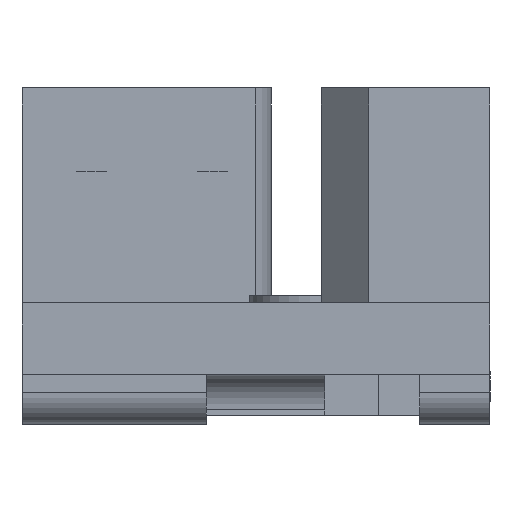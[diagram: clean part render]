
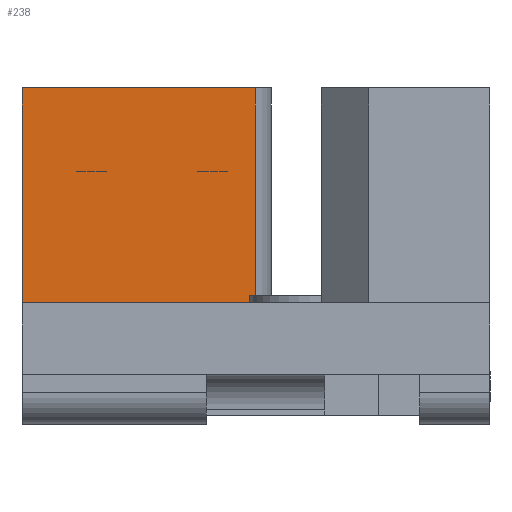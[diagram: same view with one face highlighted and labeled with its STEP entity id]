
A CAD part, left-side view. The second image highlights one B-rep face of the part: STEP entity #238.
In plain terms, the highlighted planar face has unit normal (-1, 0, 0).
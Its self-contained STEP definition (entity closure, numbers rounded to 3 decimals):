
#238=ADVANCED_FACE('',(#383),#312,.T.);
#312=PLANE('',#1929);
#383=FACE_OUTER_BOUND('',#487,.T.);
#487=EDGE_LOOP('',(#959,#960,#961,#962));
#959=ORIENTED_EDGE('',*,*,#1233,.T.);
#960=ORIENTED_EDGE('',*,*,#1392,.F.);
#961=ORIENTED_EDGE('',*,*,#1393,.F.);
#962=ORIENTED_EDGE('',*,*,#1185,.T.);
#1014=VERTEX_POINT('',#2479);
#1015=VERTEX_POINT('',#2481);
#1051=VERTEX_POINT('',#2574);
#1152=VERTEX_POINT('',#2908);
#1185=EDGE_CURVE('',#1015,#1014,#1422,.T.);
#1233=EDGE_CURVE('',#1014,#1051,#1464,.T.);
#1392=EDGE_CURVE('',#1152,#1051,#1589,.T.);
#1393=EDGE_CURVE('',#1015,#1152,#1590,.T.);
#1422=LINE('',#2480,#1614);
#1464=LINE('',#2576,#1656);
#1589=LINE('',#2907,#1781);
#1590=LINE('',#2909,#1782);
#1614=VECTOR('',#1990,1.);
#1656=VECTOR('',#2064,1.);
#1781=VECTOR('',#2383,1.);
#1782=VECTOR('',#2384,1.);
#1929=AXIS2_PLACEMENT_3D('',#2910,#2385,#2386);
#1990=DIRECTION('',(0.,0.,-1.));
#2064=DIRECTION('',(0.,-1.,0.));
#2383=DIRECTION('',(0.,0.,-1.));
#2384=DIRECTION('',(0.,-1.,0.));
#2385=DIRECTION('',(-1.,0.,0.));
#2386=DIRECTION('',(0.,-1.,0.));
#2479=CARTESIAN_POINT('',(47.05,-10.3,3.));
#2480=CARTESIAN_POINT('',(47.05,-10.3,3.));
#2481=CARTESIAN_POINT('',(47.05,-10.3,12.05));
#2574=CARTESIAN_POINT('',(47.05,-20.122,3.));
#2576=CARTESIAN_POINT('',(47.05,-12.774,3.));
#2907=CARTESIAN_POINT('',(47.05,-20.122,3.));
#2908=CARTESIAN_POINT('',(47.05,-20.122,12.05));
#2909=CARTESIAN_POINT('',(47.05,-19.822,12.05));
#2910=CARTESIAN_POINT('',(47.05,-10.,3.));
